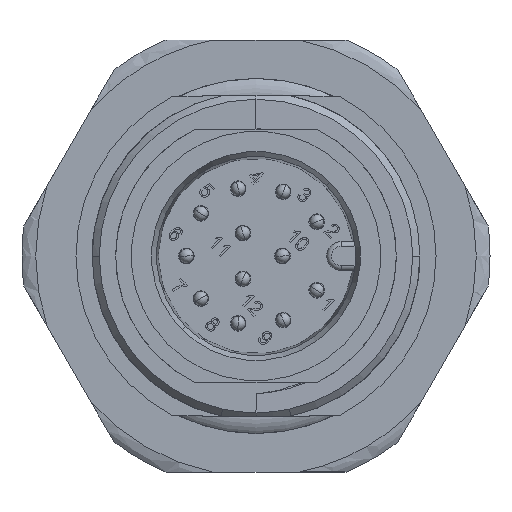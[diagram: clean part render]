
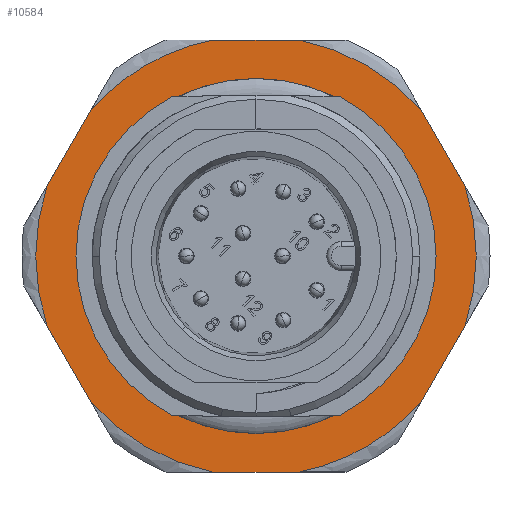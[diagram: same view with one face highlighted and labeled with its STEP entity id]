
A CAD part, front view. The second image highlights one B-rep face of the part: STEP entity #10584.
In plain terms, the highlighted planar face has unit normal (0, -1, 0).
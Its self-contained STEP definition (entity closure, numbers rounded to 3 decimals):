
#1495=CARTESIAN_POINT('',(0.,-4.2,0.));
#1496=DIRECTION('',(0.,1.,0.));
#1497=DIRECTION('',(-0.751,0.,0.661));
#1498=AXIS2_PLACEMENT_3D('',#1495,#1496,#1497);
#1500=CARTESIAN_POINT('',(0.,-4.2,0.));
#1501=DIRECTION('',(0.,1.,0.));
#1502=DIRECTION('',(-0.5,0.,0.866));
#1503=AXIS2_PLACEMENT_3D('',#1500,#1501,#1502);
#1505=CARTESIAN_POINT('',(0.,-4.2,0.));
#1506=DIRECTION('',(0.,1.,0.));
#1507=DIRECTION('',(0.197,0.,0.98));
#1508=AXIS2_PLACEMENT_3D('',#1505,#1506,#1507);
#1510=DIRECTION('',(0.5,0.,-0.866));
#1511=VECTOR('',#1510,3.618);
#1512=CARTESIAN_POINT('',(6.89,-4.2,6.067));
#1513=LINE('',#1512,#1511);
#1514=CARTESIAN_POINT('',(0.,-4.2,0.));
#1515=DIRECTION('',(0.,1.,0.));
#1516=DIRECTION('',(0.948,0.,0.32));
#1517=AXIS2_PLACEMENT_3D('',#1514,#1515,#1516);
#1519=DIRECTION('',(-0.5,0.,-0.866));
#1520=VECTOR('',#1519,3.618);
#1521=CARTESIAN_POINT('',(8.699,-4.2,
-2.933));
#1522=LINE('',#1521,#1520);
#1523=CARTESIAN_POINT('',(0.,-4.2,0.));
#1524=DIRECTION('',(0.,1.,0.));
#1525=DIRECTION('',(0.751,0.,-0.661));
#1526=AXIS2_PLACEMENT_3D('',#1523,#1524,#1525);
#1528=CARTESIAN_POINT('',(0.,-4.2,0.));
#1529=DIRECTION('',(0.,1.,0.));
#1530=DIRECTION('',(0.5,0.,-0.866));
#1531=AXIS2_PLACEMENT_3D('',#1528,#1529,#1530);
#1533=CARTESIAN_POINT('',(0.,-4.2,0.));
#1534=DIRECTION('',(0.,1.,0.));
#1535=DIRECTION('',(-0.197,0.,-0.98));
#1536=AXIS2_PLACEMENT_3D('',#1533,#1534,#1535);
#1538=DIRECTION('',(-0.5,0.,0.866));
#1539=VECTOR('',#1538,3.618);
#1540=CARTESIAN_POINT('',(-6.89,-4.2,
-6.067));
#1541=LINE('',#1540,#1539);
#1542=CARTESIAN_POINT('',(0.,-4.2,0.));
#1543=DIRECTION('',(0.,1.,0.));
#1544=DIRECTION('',(-0.948,0.,-0.32));
#1545=AXIS2_PLACEMENT_3D('',#1542,#1543,#1544);
#1547=DIRECTION('',(0.5,0.,0.866));
#1548=VECTOR('',#1547,3.618);
#1549=CARTESIAN_POINT('',(-8.699,-4.2,
2.933));
#1550=LINE('',#1549,#1548);
#1551=CARTESIAN_POINT('',(3.46,-4.2,6.656));
#1552=CARTESIAN_POINT('',(3.384,-4.2,6.657));
#1553=CARTESIAN_POINT('',(3.306,-4.2,6.657));
#1554=CARTESIAN_POINT('',(3.231,-4.2,6.658));
#1556=CARTESIAN_POINT('',(0.,-4.2,0.));
#1557=DIRECTION('',(0.,-1.,0.));
#1558=DIRECTION('',(0.437,0.,0.9));
#1559=AXIS2_PLACEMENT_3D('',#1556,#1557,#1558);
#1561=CARTESIAN_POINT('',(-3.231,-4.2,
6.658));
#1562=CARTESIAN_POINT('',(-3.306,-4.2,
6.657));
#1563=CARTESIAN_POINT('',(-3.384,-4.2,
6.657));
#1564=CARTESIAN_POINT('',(-3.46,-4.2,
6.656));
#1566=CARTESIAN_POINT('',(0.,-4.2,0.));
#1567=DIRECTION('',(0.,-1.,0.));
#1568=DIRECTION('',(-0.461,0.,0.887));
#1569=AXIS2_PLACEMENT_3D('',#1566,#1567,#1568);
#1571=CARTESIAN_POINT('',(0.,-4.2,0.));
#1572=DIRECTION('',(0.,-1.,0.));
#1573=DIRECTION('',(-1.,0.,0.));
#1574=AXIS2_PLACEMENT_3D('',#1571,#1572,#1573);
#1576=CARTESIAN_POINT('',(-3.46,-4.2,
-6.656));
#1577=CARTESIAN_POINT('',(-3.384,-4.2,
-6.657));
#1578=CARTESIAN_POINT('',(-3.306,-4.2,
-6.657));
#1579=CARTESIAN_POINT('',(-3.231,-4.2,
-6.658));
#1581=CARTESIAN_POINT('',(0.,-4.2,0.));
#1582=DIRECTION('',(0.,-1.,0.));
#1583=DIRECTION('',(-0.437,0.,-0.9));
#1584=AXIS2_PLACEMENT_3D('',#1581,#1582,#1583);
#1586=CARTESIAN_POINT('',(3.231,-4.2,
-6.658));
#1587=CARTESIAN_POINT('',(3.306,-4.2,
-6.657));
#1588=CARTESIAN_POINT('',(3.384,-4.2,
-6.657));
#1589=CARTESIAN_POINT('',(3.46,-4.2,
-6.656));
#1591=CARTESIAN_POINT('',(0.,-4.2,0.));
#1592=DIRECTION('',(0.,-1.,0.));
#1593=DIRECTION('',(0.461,0.,-0.887));
#1594=AXIS2_PLACEMENT_3D('',#1591,#1592,#1593);
#1596=CARTESIAN_POINT('',(0.,-4.2,0.));
#1597=DIRECTION('',(0.,-1.,0.));
#1598=DIRECTION('',(1.,0.,0.));
#1599=AXIS2_PLACEMENT_3D('',#1596,#1597,#1598);
#1686=DIRECTION('',(1.,0.,0.));
#1687=VECTOR('',#1686,3.618);
#1688=CARTESIAN_POINT('',(-1.809,-4.2,-9.));
#1689=LINE('',#1688,#1687);
#1783=DIRECTION('',(-1.,0.,0.));
#1784=VECTOR('',#1783,3.618);
#1785=CARTESIAN_POINT('',(1.809,-4.2,9.));
#1786=LINE('',#1785,#1784);
#8031=VERTEX_POINT('',#1551);
#8032=VERTEX_POINT('',#1554);
#8041=CARTESIAN_POINT('',(-6.89,-4.2,
6.067));
#8042=CARTESIAN_POINT('',(-4.59,-4.2,7.95));
#8043=VERTEX_POINT('',#8041);
#8044=VERTEX_POINT('',#8042);
#8045=CARTESIAN_POINT('',(-1.809,-4.2,9.));
#8046=VERTEX_POINT('',#8045);
#8047=CARTESIAN_POINT('',(1.809,-4.2,9.));
#8048=VERTEX_POINT('',#8047);
#8049=CARTESIAN_POINT('',(6.89,-4.2,6.067));
#8050=VERTEX_POINT('',#8049);
#8051=CARTESIAN_POINT('',(8.699,-4.2,2.933));
#8052=VERTEX_POINT('',#8051);
#8053=CARTESIAN_POINT('',(8.699,-4.2,
-2.933));
#8054=VERTEX_POINT('',#8053);
#8055=CARTESIAN_POINT('',(6.89,-4.2,
-6.067));
#8056=VERTEX_POINT('',#8055);
#8057=CARTESIAN_POINT('',(4.59,-4.2,-7.95));
#8058=VERTEX_POINT('',#8057);
#8059=CARTESIAN_POINT('',(1.809,-4.2,-9.));
#8060=VERTEX_POINT('',#8059);
#8061=CARTESIAN_POINT('',(-1.809,-4.2,-9.));
#8062=VERTEX_POINT('',#8061);
#8063=CARTESIAN_POINT('',(-6.89,-4.2,
-6.067));
#8064=VERTEX_POINT('',#8063);
#8065=CARTESIAN_POINT('',(-8.699,-4.2,
-2.933));
#8066=VERTEX_POINT('',#8065);
#8067=CARTESIAN_POINT('',(-8.699,-4.2,
2.933));
#8068=VERTEX_POINT('',#8067);
#8069=CARTESIAN_POINT('',(-3.232,-4.2,
6.657));
#8070=VERTEX_POINT('',#8069);
#8071=VERTEX_POINT('',#1564);
#8072=CARTESIAN_POINT('',(-7.502,-4.2,
0.));
#8073=VERTEX_POINT('',#8072);
#8074=CARTESIAN_POINT('',(-3.459,-4.2,
-6.657));
#8075=VERTEX_POINT('',#8074);
#8076=VERTEX_POINT('',#1579);
#8077=CARTESIAN_POINT('',(3.232,-4.2,
-6.657));
#8078=VERTEX_POINT('',#8077);
#8079=VERTEX_POINT('',#1589);
#8080=CARTESIAN_POINT('',(7.502,-4.2,
0.));
#8081=VERTEX_POINT('',#8080);
#10528=CARTESIAN_POINT('',(0.,-4.2,0.));
#10529=DIRECTION('',(0.,-1.,0.));
#10530=DIRECTION('',(1.,0.,0.));
#10531=AXIS2_PLACEMENT_3D('',#10528,#10529,#10530);
#10532=PLANE('',#10531);
#10534=ORIENTED_EDGE('',*,*,#10533,.T.);
#10536=ORIENTED_EDGE('',*,*,#10535,.T.);
#10538=ORIENTED_EDGE('',*,*,#10537,.F.);
#10540=ORIENTED_EDGE('',*,*,#10539,.T.);
#10542=ORIENTED_EDGE('',*,*,#10541,.T.);
#10544=ORIENTED_EDGE('',*,*,#10543,.T.);
#10546=ORIENTED_EDGE('',*,*,#10545,.T.);
#10548=ORIENTED_EDGE('',*,*,#10547,.T.);
#10550=ORIENTED_EDGE('',*,*,#10549,.T.);
#10552=ORIENTED_EDGE('',*,*,#10551,.F.);
#10554=ORIENTED_EDGE('',*,*,#10553,.T.);
#10556=ORIENTED_EDGE('',*,*,#10555,.T.);
#10558=ORIENTED_EDGE('',*,*,#10557,.T.);
#10560=ORIENTED_EDGE('',*,*,#10559,.T.);
#10561=EDGE_LOOP('',(#10534,#10536,#10538,#10540,#10542,#10544,#10546,#10548,
#10550,#10552,#10554,#10556,#10558,#10560));
#10562=FACE_OUTER_BOUND('',#10561,.F.);
#10563=ORIENTED_EDGE('',*,*,#10510,.T.);
#10565=ORIENTED_EDGE('',*,*,#10564,.T.);
#10567=ORIENTED_EDGE('',*,*,#10566,.T.);
#10569=ORIENTED_EDGE('',*,*,#10568,.T.);
#10571=ORIENTED_EDGE('',*,*,#10570,.T.);
#10573=ORIENTED_EDGE('',*,*,#10572,.T.);
#10575=ORIENTED_EDGE('',*,*,#10574,.T.);
#10577=ORIENTED_EDGE('',*,*,#10576,.T.);
#10579=ORIENTED_EDGE('',*,*,#10578,.T.);
#10581=ORIENTED_EDGE('',*,*,#10580,.T.);
#10582=EDGE_LOOP('',(#10563,#10565,#10567,#10569,#10571,#10573,#10575,#10577,
#10579,#10581));
#10583=FACE_BOUND('',#10582,.F.);
#10584=ADVANCED_FACE('',(#10562,#10583),#10532,.T.);
#1499=CIRCLE('',#1498,9.18);
#1504=CIRCLE('',#1503,9.18);
#1509=CIRCLE('',#1508,9.18);
#1518=CIRCLE('',#1517,9.18);
#1527=CIRCLE('',#1526,9.18);
#1532=CIRCLE('',#1531,9.18);
#1537=CIRCLE('',#1536,9.18);
#1546=CIRCLE('',#1545,9.18);
#1555=B_SPLINE_CURVE_WITH_KNOTS('',3,(#1551,#1552,#1553,#1554),.UNSPECIFIED.,
.F.,.F.,(4,4),(0.,1.),.UNSPECIFIED.);
#1560=CIRCLE('',#1559,7.4);
#1565=B_SPLINE_CURVE_WITH_KNOTS('',3,(#1561,#1562,#1563,#1564),.UNSPECIFIED.,
.F.,.F.,(4,4),(0.,1.),.UNSPECIFIED.);
#1570=CIRCLE('',#1569,7.502);
#1575=CIRCLE('',#1574,7.502);
#1580=B_SPLINE_CURVE_WITH_KNOTS('',3,(#1576,#1577,#1578,#1579),.UNSPECIFIED.,
.F.,.F.,(4,4),(0.,1.),.UNSPECIFIED.);
#1585=CIRCLE('',#1584,7.4);
#1590=B_SPLINE_CURVE_WITH_KNOTS('',3,(#1586,#1587,#1588,#1589),.UNSPECIFIED.,
.F.,.F.,(4,4),(0.,1.),.UNSPECIFIED.);
#1595=CIRCLE('',#1594,7.502);
#1600=CIRCLE('',#1599,7.502);
#10510=EDGE_CURVE('',#8031,#8032,#1555,.T.);
#10533=EDGE_CURVE('',#8043,#8044,#1499,.T.);
#10535=EDGE_CURVE('',#8044,#8046,#1504,.T.);
#10537=EDGE_CURVE('',#8048,#8046,#1786,.T.);
#10539=EDGE_CURVE('',#8048,#8050,#1509,.T.);
#10541=EDGE_CURVE('',#8050,#8052,#1513,.T.);
#10543=EDGE_CURVE('',#8052,#8054,#1518,.T.);
#10545=EDGE_CURVE('',#8054,#8056,#1522,.T.);
#10547=EDGE_CURVE('',#8056,#8058,#1527,.T.);
#10549=EDGE_CURVE('',#8058,#8060,#1532,.T.);
#10551=EDGE_CURVE('',#8062,#8060,#1689,.T.);
#10553=EDGE_CURVE('',#8062,#8064,#1537,.T.);
#10555=EDGE_CURVE('',#8064,#8066,#1541,.T.);
#10557=EDGE_CURVE('',#8066,#8068,#1546,.T.);
#10559=EDGE_CURVE('',#8068,#8043,#1550,.T.);
#10564=EDGE_CURVE('',#8032,#8070,#1560,.T.);
#10566=EDGE_CURVE('',#8070,#8071,#1565,.T.);
#10568=EDGE_CURVE('',#8071,#8073,#1570,.T.);
#10570=EDGE_CURVE('',#8073,#8075,#1575,.T.);
#10572=EDGE_CURVE('',#8075,#8076,#1580,.T.);
#10574=EDGE_CURVE('',#8076,#8078,#1585,.T.);
#10576=EDGE_CURVE('',#8078,#8079,#1590,.T.);
#10578=EDGE_CURVE('',#8079,#8081,#1595,.T.);
#10580=EDGE_CURVE('',#8081,#8031,#1600,.T.);
